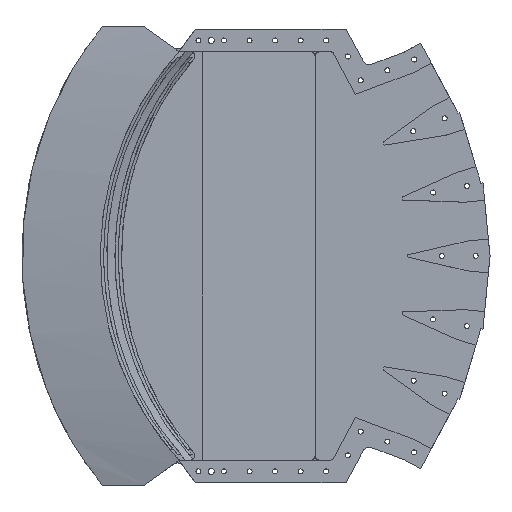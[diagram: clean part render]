
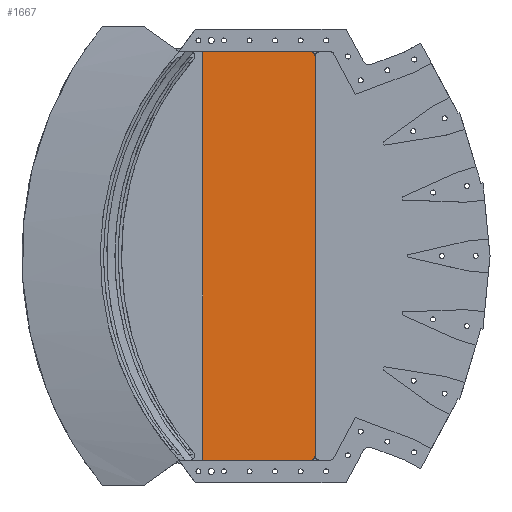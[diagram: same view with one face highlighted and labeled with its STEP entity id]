
A CAD part, top view. The second image highlights one B-rep face of the part: STEP entity #1667.
In plain terms, the highlighted planar face has unit normal (0.044, 0, 0.999).
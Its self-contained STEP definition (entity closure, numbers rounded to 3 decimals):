
#1667=ADVANCED_FACE('DEMI COQUILLE INFERIEURE',(#3788),#3789,.F.);
#3788=FACE_OUTER_BOUND('',#6743,.T.);
#3789=PLANE('',#6744);
#6743=EDGE_LOOP('',(#12652,#12653,#12654,#12655,#12656,#12657));
#6744=AXIS2_PLACEMENT_3D('',#12658,#12659,#12660);
#12652=ORIENTED_EDGE('',*,*,#19002,.T.);
#12653=ORIENTED_EDGE('',*,*,#19055,.T.);
#12654=ORIENTED_EDGE('',*,*,#19056,.T.);
#12655=ORIENTED_EDGE('',*,*,#19057,.F.);
#12656=ORIENTED_EDGE('',*,*,#19058,.F.);
#12657=ORIENTED_EDGE('',*,*,#19059,.F.);
#12658=CARTESIAN_POINT('',(100.0,0.0,-4.763));
#12659=DIRECTION('',(-0.044,0.0,-0.999));
#12660=DIRECTION('',(-0.999,0.0,0.044));
#19002=EDGE_CURVE('',#23380,#23381,#23382,.T.);
#19055=EDGE_CURVE('',#23381,#23481,#23482,.F.);
#19056=EDGE_CURVE('',#23481,#23483,#23484,.T.);
#19057=EDGE_CURVE('',#23485,#23483,#23486,.T.);
#19058=EDGE_CURVE('',#23487,#23485,#23488,.T.);
#19059=EDGE_CURVE('',#23380,#23487,#23489,.T.);
#23380=VERTEX_POINT('',#30153);
#23381=VERTEX_POINT('',#30154);
#23382=LINE('',#30155,#30156);
#23481=VERTEX_POINT('',#30302);
#23482=CIRCLE('',#30303,2.2);
#23483=VERTEX_POINT('',#30304);
#23484=LINE('',#30305,#30306);
#23485=VERTEX_POINT('',#30307);
#23486=LINE('',#30308,#30309);
#23487=VERTEX_POINT('',#30310);
#23488=LINE('',#30311,#30312);
#23489=CIRCLE('',#30313,2.2);
#30153=CARTESIAN_POINT('',(100.,-97.805,-4.762));
#30154=CARTESIAN_POINT('',(100.0,97.805,-4.763));
#30155=CARTESIAN_POINT('',(100.0,0.,-4.763));
#30156=VECTOR('',#35432,1.0);
#30302=CARTESIAN_POINT('',(97.802,100.0,-4.665));
#30303=AXIS2_PLACEMENT_3D('',#35493,#35494,#35495);
#30304=CARTESIAN_POINT('',(45.,100.0,-2.315));
#30305=CARTESIAN_POINT('',(71.401,100.0,-3.49));
#30306=VECTOR('',#35496,1.0);
#30307=CARTESIAN_POINT('',(45.,-100.0,-2.315));
#30308=CARTESIAN_POINT('',(45.,0.0,-2.315));
#30309=VECTOR('',#35497,1.0);
#30310=CARTESIAN_POINT('',(97.802,-100.0,-4.665));
#30311=CARTESIAN_POINT('',(71.401,-100.0,-3.49));
#30312=VECTOR('',#35498,1.0);
#30313=AXIS2_PLACEMENT_3D('',#35499,#35500,#35501);
#35432=DIRECTION('',(0.0,1.0,0.0));
#35493=CARTESIAN_POINT('',(97.802,97.8,-4.665));
#35494=DIRECTION('',(-0.044,0.0,-0.999));
#35495=DIRECTION('',(0.999,0.0,-0.044));
#35496=DIRECTION('',(-0.999,0.0,0.044));
#35497=DIRECTION('',(0.0,1.0,0.0));
#35498=DIRECTION('',(-0.999,0.0,0.044));
#35499=CARTESIAN_POINT('',(97.802,-97.8,-4.665));
#35500=DIRECTION('',(-0.044,0.0,-0.999));
#35501=DIRECTION('',(0.999,0.0,-0.044));
